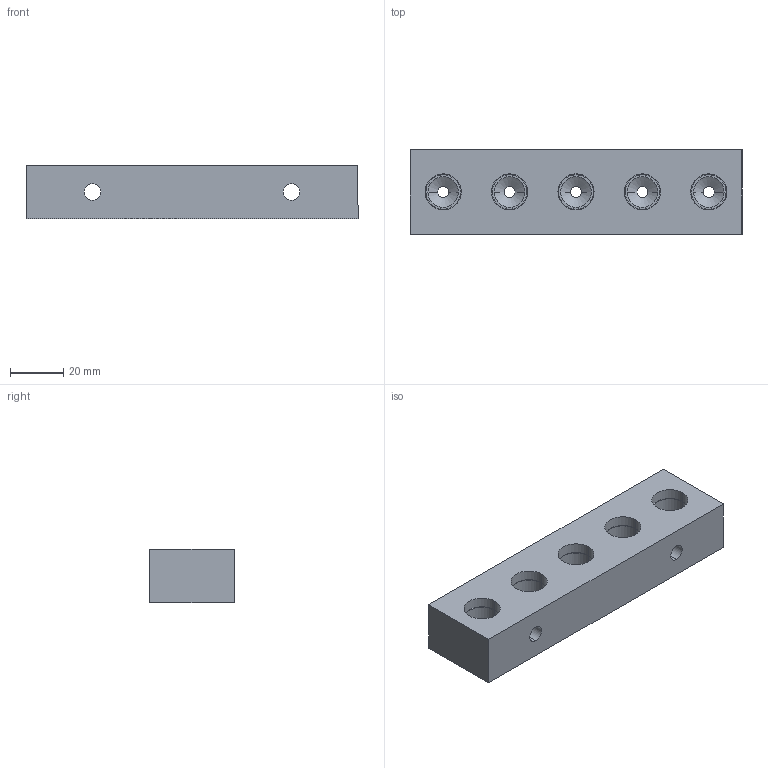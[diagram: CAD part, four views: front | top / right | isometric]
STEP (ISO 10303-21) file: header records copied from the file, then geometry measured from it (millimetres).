
FILE_DESCRIPTION (( 'STEP AP203' ), '1' );
FILE_NAME ('arbeitsmodell diodemount v06.STEP', '2019-08-09T09:15:38', ( '' ), ( '' ), 'SwSTEP 2.0', 'SolidWorks 2018', '' );
FILE_SCHEMA (( 'CONFIG_CONTROL_DESIGN' ));
Length unit declared in the file: millimetre
Products named in the file (1): arbeitsmodell diodemount v06
Bounding box: 125 x 32 x 20 mm (x, y, z)
Volume: 67213 mm3; surface area: 19052 mm2
Topology: 1 solids, 1 shells, 145 faces, 338 edges, 202 vertices
Faces by surface type: cylinder 92, cone 30, plane 23
Entity records: 4273 total; most frequent: CARTESIAN_POINT 820, DIRECTION 766, ORIENTED_EDGE 636, EDGE_CURVE 318, AXIS2_PLACEMENT_3D 316, VERTEX_POINT 202, EDGE_LOOP 196, CIRCLE 170
